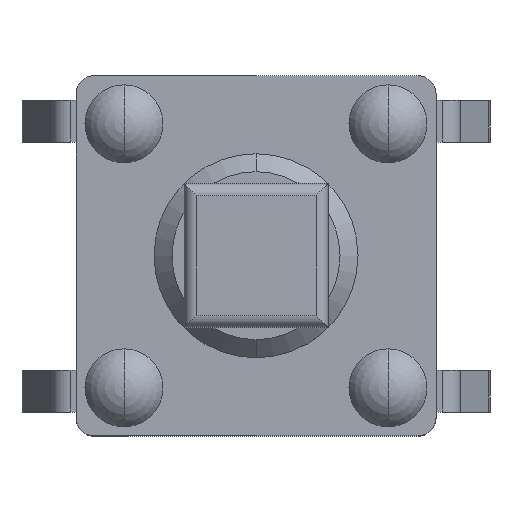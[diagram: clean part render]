
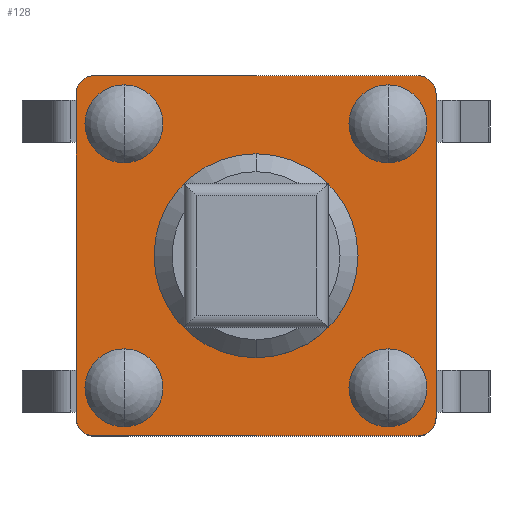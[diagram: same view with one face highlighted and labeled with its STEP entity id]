
A CAD part, top view. The second image highlights one B-rep face of the part: STEP entity #128.
In plain terms, the highlighted planar face has unit normal (0, 0, 1).
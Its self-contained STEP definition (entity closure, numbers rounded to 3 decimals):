
#128=ADVANCED_FACE('',(#336,#337,#338,#339,#340,#341),#342,.T.);
#336=FACE_OUTER_BOUND('',#589,.T.);
#337=FACE_BOUND('',#590,.T.);
#338=FACE_BOUND('',#591,.T.);
#339=FACE_BOUND('',#592,.T.);
#340=FACE_BOUND('',#593,.T.);
#341=FACE_BOUND('',#594,.T.);
#342=PLANE('',#595);
#589=EDGE_LOOP('',(#1352,#1353,#1354,#1355,#1356,#1357,#1358,#1359));
#590=EDGE_LOOP('',(#1360,#1361));
#591=EDGE_LOOP('',(#1362,#1363));
#592=EDGE_LOOP('',(#1364,#1365));
#593=EDGE_LOOP('',(#1366,#1367));
#594=EDGE_LOOP('',(#1368,#1369));
#595=AXIS2_PLACEMENT_3D('',#1370,#1371,#1372);
#1352=ORIENTED_EDGE('',*,*,#1872,.F.);
#1353=ORIENTED_EDGE('',*,*,#1873,.T.);
#1354=ORIENTED_EDGE('',*,*,#1667,.T.);
#1355=ORIENTED_EDGE('',*,*,#1874,.T.);
#1356=ORIENTED_EDGE('',*,*,#1875,.T.);
#1357=ORIENTED_EDGE('',*,*,#1876,.T.);
#1358=ORIENTED_EDGE('',*,*,#1761,.F.);
#1359=ORIENTED_EDGE('',*,*,#1871,.T.);
#1360=ORIENTED_EDGE('',*,*,#1877,.T.);
#1361=ORIENTED_EDGE('',*,*,#1878,.T.);
#1362=ORIENTED_EDGE('',*,*,#1879,.T.);
#1363=ORIENTED_EDGE('',*,*,#1880,.T.);
#1364=ORIENTED_EDGE('',*,*,#1881,.T.);
#1365=ORIENTED_EDGE('',*,*,#1882,.T.);
#1366=ORIENTED_EDGE('',*,*,#1883,.T.);
#1367=ORIENTED_EDGE('',*,*,#1884,.T.);
#1368=ORIENTED_EDGE('',*,*,#1885,.F.);
#1369=ORIENTED_EDGE('',*,*,#1886,.F.);
#1370=CARTESIAN_POINT('',(-3.0,3.0,0.0));
#1371=DIRECTION('',(0.0,0.0,1.0));
#1372=DIRECTION('',(1.0,0.0,0.0));
#1667=EDGE_CURVE('',#1992,#1990,#1993,.T.);
#1761=EDGE_CURVE('',#2150,#2151,#2152,.T.);
#1871=EDGE_CURVE('',#2150,#2321,#2323,.T.);
#1872=EDGE_CURVE('',#2324,#2321,#2325,.T.);
#1873=EDGE_CURVE('',#2324,#1992,#2326,.T.);
#1874=EDGE_CURVE('',#1990,#2327,#2328,.T.);
#1875=EDGE_CURVE('',#2327,#2329,#2330,.T.);
#1876=EDGE_CURVE('',#2329,#2151,#2331,.T.);
#1877=EDGE_CURVE('',#2332,#2333,#2334,.T.);
#1878=EDGE_CURVE('',#2333,#2332,#2335,.T.);
#1879=EDGE_CURVE('',#2336,#2337,#2338,.T.);
#1880=EDGE_CURVE('',#2337,#2336,#2339,.T.);
#1881=EDGE_CURVE('',#2340,#2341,#2342,.T.);
#1882=EDGE_CURVE('',#2341,#2340,#2343,.T.);
#1883=EDGE_CURVE('',#2344,#2345,#2346,.T.);
#1884=EDGE_CURVE('',#2345,#2344,#2347,.T.);
#1885=EDGE_CURVE('',#2348,#2349,#2350,.T.);
#1886=EDGE_CURVE('',#2349,#2348,#2351,.T.);
#1990=VERTEX_POINT('',#2503);
#1992=VERTEX_POINT('',#2506);
#1993=LINE('',#2507,#2508);
#2150=VERTEX_POINT('',#2742);
#2151=VERTEX_POINT('',#2743);
#2152=LINE('',#2744,#2745);
#2321=VERTEX_POINT('',#3005);
#2323=CIRCLE('',#3008,0.3);
#2324=VERTEX_POINT('',#3009);
#2325=LINE('',#3010,#3011);
#2326=CIRCLE('',#3012,0.3);
#2327=VERTEX_POINT('',#3013);
#2328=CIRCLE('',#3014,0.3);
#2329=VERTEX_POINT('',#3015);
#2330=LINE('',#3016,#3017);
#2331=CIRCLE('',#3018,0.3);
#2332=VERTEX_POINT('',#3019);
#2333=VERTEX_POINT('',#3020);
#2334=CIRCLE('',#3021,0.65);
#2335=CIRCLE('',#3022,0.65);
#2336=VERTEX_POINT('',#3023);
#2337=VERTEX_POINT('',#3024);
#2338=CIRCLE('',#3025,0.65);
#2339=CIRCLE('',#3026,0.65);
#2340=VERTEX_POINT('',#3027);
#2341=VERTEX_POINT('',#3028);
#2342=CIRCLE('',#3029,0.65);
#2343=CIRCLE('',#3030,0.65);
#2344=VERTEX_POINT('',#3031);
#2345=VERTEX_POINT('',#3032);
#2346=CIRCLE('',#3033,0.65);
#2347=CIRCLE('',#3034,0.65);
#2348=VERTEX_POINT('',#3035);
#2349=VERTEX_POINT('',#3036);
#2350=CIRCLE('',#3037,1.7);
#2351=CIRCLE('',#3038,1.7);
#2503=CARTESIAN_POINT('',(-3.0,-2.7,0.0));
#2506=CARTESIAN_POINT('',(-3.0,2.7,0.0));
#2507=CARTESIAN_POINT('',(-3.0,2.7,0.0));
#2508=VECTOR('',#3269,5.4);
#2742=CARTESIAN_POINT('',(3.0,2.7,0.0));
#2743=CARTESIAN_POINT('',(3.0,-2.7,0.0));
#2744=CARTESIAN_POINT('',(3.0,2.7,0.0));
#2745=VECTOR('',#3395,5.4);
#3005=CARTESIAN_POINT('',(2.7,3.0,0.0));
#3008=AXIS2_PLACEMENT_3D('',#3539,#3540,#3541);
#3009=CARTESIAN_POINT('',(-2.7,3.0,0.0));
#3010=CARTESIAN_POINT('',(-2.7,3.0,0.0));
#3011=VECTOR('',#3542,5.4);
#3012=AXIS2_PLACEMENT_3D('',#3543,#3544,#3545);
#3013=CARTESIAN_POINT('',(-2.7,-3.0,0.0));
#3014=AXIS2_PLACEMENT_3D('',#3546,#3547,#3548);
#3015=CARTESIAN_POINT('',(2.7,-3.0,0.0));
#3016=CARTESIAN_POINT('',(-2.7,-3.0,0.0));
#3017=VECTOR('',#3549,5.4);
#3018=AXIS2_PLACEMENT_3D('',#3550,#3551,#3552);
#3019=CARTESIAN_POINT('',(2.2,-2.85,0.0));
#3020=CARTESIAN_POINT('',(2.2,-1.55,0.0));
#3021=AXIS2_PLACEMENT_3D('',#3553,#3554,#3555);
#3022=AXIS2_PLACEMENT_3D('',#3556,#3557,#3558);
#3023=CARTESIAN_POINT('',(2.2,1.55,0.0));
#3024=CARTESIAN_POINT('',(2.2,2.85,0.0));
#3025=AXIS2_PLACEMENT_3D('',#3559,#3560,#3561);
#3026=AXIS2_PLACEMENT_3D('',#3562,#3563,#3564);
#3027=CARTESIAN_POINT('',(-2.2,-2.85,0.0));
#3028=CARTESIAN_POINT('',(-2.2,-1.55,0.0));
#3029=AXIS2_PLACEMENT_3D('',#3565,#3566,#3567);
#3030=AXIS2_PLACEMENT_3D('',#3568,#3569,#3570);
#3031=CARTESIAN_POINT('',(-2.2,1.55,0.0));
#3032=CARTESIAN_POINT('',(-2.2,2.85,0.0));
#3033=AXIS2_PLACEMENT_3D('',#3571,#3572,#3573);
#3034=AXIS2_PLACEMENT_3D('',#3574,#3575,#3576);
#3035=CARTESIAN_POINT('',(0.0,-1.7,0.0));
#3036=CARTESIAN_POINT('',(0.0,1.7,0.0));
#3037=AXIS2_PLACEMENT_3D('',#3577,#3578,#3579);
#3038=AXIS2_PLACEMENT_3D('',#3580,#3581,#3582);
#3269=DIRECTION('',(0.0,-1.0,0.0));
#3395=DIRECTION('',(0.0,-1.0,0.0));
#3539=CARTESIAN_POINT('',(2.7,2.7,0.0));
#3540=DIRECTION('',(0.0,0.0,1.0));
#3541=DIRECTION('',(1.0,0.0,0.0));
#3542=DIRECTION('',(1.0,0.0,0.0));
#3543=CARTESIAN_POINT('',(-2.7,2.7,0.0));
#3544=DIRECTION('',(0.0,-0.0,1.0));
#3545=DIRECTION('',(0.0,1.0,0.0));
#3546=CARTESIAN_POINT('',(-2.7,-2.7,0.0));
#3547=DIRECTION('',(0.0,0.0,1.0));
#3548=DIRECTION('',(-1.0,0.0,0.0));
#3549=DIRECTION('',(1.0,0.0,0.0));
#3550=CARTESIAN_POINT('',(2.7,-2.7,0.0));
#3551=DIRECTION('',(0.0,0.0,1.0));
#3552=DIRECTION('',(0.0,-1.0,0.0));
#3553=CARTESIAN_POINT('',(2.2,-2.2,0.0));
#3554=DIRECTION('',(0.0,0.0,-1.0));
#3555=DIRECTION('',(0.0,-1.0,0.0));
#3556=CARTESIAN_POINT('',(2.2,-2.2,0.0));
#3557=DIRECTION('',(0.0,0.0,-1.0));
#3558=DIRECTION('',(0.0,1.0,0.0));
#3559=CARTESIAN_POINT('',(2.2,2.2,0.0));
#3560=DIRECTION('',(0.0,0.0,-1.0));
#3561=DIRECTION('',(0.0,-1.0,0.0));
#3562=CARTESIAN_POINT('',(2.2,2.2,0.0));
#3563=DIRECTION('',(0.0,0.0,-1.0));
#3564=DIRECTION('',(0.0,1.0,0.0));
#3565=CARTESIAN_POINT('',(-2.2,-2.2,0.0));
#3566=DIRECTION('',(0.0,0.0,-1.0));
#3567=DIRECTION('',(0.0,-1.0,0.0));
#3568=CARTESIAN_POINT('',(-2.2,-2.2,0.0));
#3569=DIRECTION('',(0.0,0.0,-1.0));
#3570=DIRECTION('',(0.0,1.0,0.0));
#3571=CARTESIAN_POINT('',(-2.2,2.2,0.0));
#3572=DIRECTION('',(0.0,0.0,-1.0));
#3573=DIRECTION('',(0.0,-1.0,0.0));
#3574=CARTESIAN_POINT('',(-2.2,2.2,0.0));
#3575=DIRECTION('',(0.0,0.0,-1.0));
#3576=DIRECTION('',(0.0,1.0,0.0));
#3577=CARTESIAN_POINT('',(0.0,0.,0.0));
#3578=DIRECTION('',(0.0,0.0,1.0));
#3579=DIRECTION('',(0.0,-1.0,0.0));
#3580=CARTESIAN_POINT('',(0.0,0.,0.0));
#3581=DIRECTION('',(0.0,-0.0,1.0));
#3582=DIRECTION('',(0.0,1.0,0.0));
